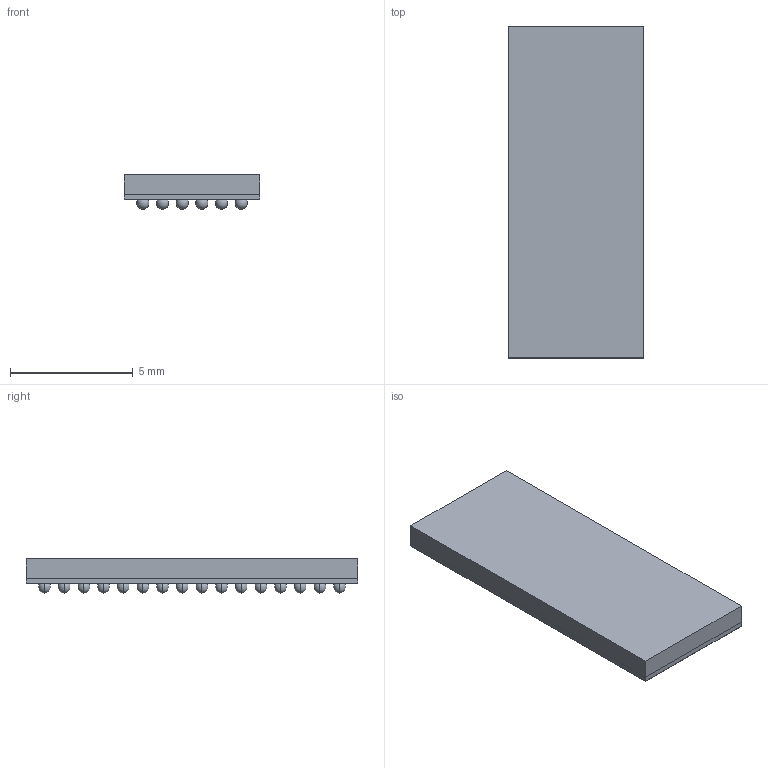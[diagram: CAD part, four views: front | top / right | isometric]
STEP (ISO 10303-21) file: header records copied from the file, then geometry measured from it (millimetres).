
FILE_DESCRIPTION((''),'2;1');
FILE_NAME('NFBGA_ASM','2019-08-05T14:42:09',('a0412086'),(''),'CREO PARAMETRIC BY PTC INC, 2018020','CREO PARAMETRIC BY PTC INC, 2018020','');
FILE_SCHEMA(('AUTOMOTIVE_DESIGN { 1 0 10303 214 1 1 1 1 }'));
Length unit declared in the file: millimetre
Products named in the file (5): CORE; SOLDER_BALL; MOLD; SOLDER_MASK; NFBGA_ASM
Assembly tree (99 placements, depth 2):
  NFBGA_ASM
    CORE
    SOLDER_BALL  x96
    MOLD
    SOLDER_MASK
Bounding box: 5.5 x 13.5 x 1.4 mm (x, y, z)
Volume: 80.6 mm3; surface area: 556.3 mm2
Topology: 99 solids, 99 shells, 306 faces, 612 edges, 312 vertices
Faces by surface type: sphere 192, plane 114
Entity records: 2110 total; most frequent: CARTESIAN_POINT 300, DIRECTION 294, PROPERTY_DEFINITION 130, AXIS2_PLACEMENT_3D 129, REPRESENTATION 126, PROPERTY_DEFINITION_REPRESENTATION 126, PRODUCT_DEFINITION_SHAPE 104, ITEM_DEFINED_TRANSFORMATION 99
